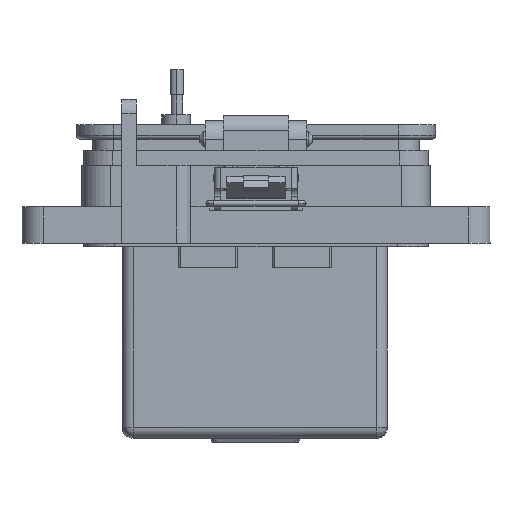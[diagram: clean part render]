
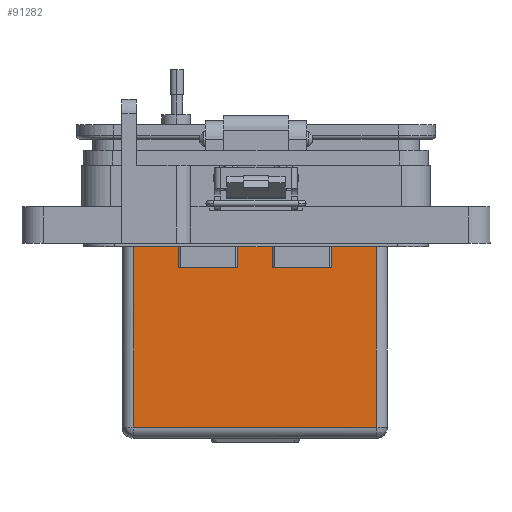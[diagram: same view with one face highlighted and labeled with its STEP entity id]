
A CAD part, front view. The second image highlights one B-rep face of the part: STEP entity #91282.
In plain terms, the highlighted planar face has unit normal (0, -1, 0).
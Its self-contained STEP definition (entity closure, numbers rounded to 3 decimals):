
#3260 = CARTESIAN_POINT ( 'NONE',  ( -5.093, -45.612, -65.552 ) ) ;
#4255 = VECTOR ( 'NONE', #90098, 1000. ) ;
#6919 = VERTEX_POINT ( 'NONE', #50125 ) ;
#7814 = LINE ( 'NONE', #75985, #51966 ) ;
#11571 = DIRECTION ( 'NONE',  ( 1., 0., 0. ) ) ;
#11882 = EDGE_CURVE ( 'NONE', #45766, #39238, #28852, .T. ) ;
#15502 = VECTOR ( 'NONE', #87754, 1000. ) ;
#17928 = LINE ( 'NONE', #43037, #103864 ) ;
#27832 = PLANE ( 'NONE',  #67317 ) ;
#28852 = LINE ( 'NONE', #81697, #4255 ) ;
#34565 = DIRECTION ( 'NONE',  ( 0., 0., -1. ) ) ;
#35224 = ORIENTED_EDGE ( 'NONE', *, *, #71372, .F. ) ;
#36144 = FACE_OUTER_BOUND ( 'NONE', #43196, .T. ) ;
#37545 = LINE ( 'NONE', #104219, #15502 ) ;
#38087 = ORIENTED_EDGE ( 'NONE', *, *, #73313, .F. ) ;
#39238 = VERTEX_POINT ( 'NONE', #45682 ) ;
#43037 = CARTESIAN_POINT ( 'NONE',  ( -21.856, -45.612, -62.522 ) ) ;
#43196 = EDGE_LOOP ( 'NONE', ( #95133, #38087, #47135, #35224 ) ) ;
#45682 = CARTESIAN_POINT ( 'NONE',  ( -72.146, -45.612, -12.212 ) ) ;
#45766 = VERTEX_POINT ( 'NONE', #62822 ) ;
#47135 = ORIENTED_EDGE ( 'NONE', *, *, #76897, .F. ) ;
#50125 = CARTESIAN_POINT ( 'NONE',  ( -5.093, -45.612, -62.522 ) ) ;
#51966 = VECTOR ( 'NONE', #34565, 1000. ) ;
#61293 = DIRECTION ( 'NONE',  ( 0., -1., 0. ) ) ;
#62822 = CARTESIAN_POINT ( 'NONE',  ( -5.093, -45.612, -12.212 ) ) ;
#67317 = AXIS2_PLACEMENT_3D ( 'NONE', #3260, #61293, #11571 ) ;
#70536 = VERTEX_POINT ( 'NONE', #89283 ) ;
#71372 = EDGE_CURVE ( 'NONE', #45766, #6919, #7814, .T. ) ;
#73313 = EDGE_CURVE ( 'NONE', #70536, #39238, #37545, .T. ) ;
#75985 = CARTESIAN_POINT ( 'NONE',  ( -5.093, -45.612, -65.552 ) ) ;
#76897 = EDGE_CURVE ( 'NONE', #6919, #70536, #17928, .T. ) ;
#81697 = CARTESIAN_POINT ( 'NONE',  ( -2.825, -45.612, -12.212 ) ) ;
#87754 = DIRECTION ( 'NONE',  ( 0., 0., 1. ) ) ;
#89283 = CARTESIAN_POINT ( 'NONE',  ( -72.146, -45.612, -62.522 ) ) ;
#90098 = DIRECTION ( 'NONE',  ( -1., 0., 0. ) ) ;
#91282 = ADVANCED_FACE ( 'NONE', ( #36144 ), #27832, .T. ) ;
#92835 = DIRECTION ( 'NONE',  ( -1., 0., 0. ) ) ;
#95133 = ORIENTED_EDGE ( 'NONE', *, *, #11882, .T. ) ;
#103864 = VECTOR ( 'NONE', #92835, 1000. ) ;
#104219 = CARTESIAN_POINT ( 'NONE',  ( -72.146, -45.612, -65.552 ) ) ;
